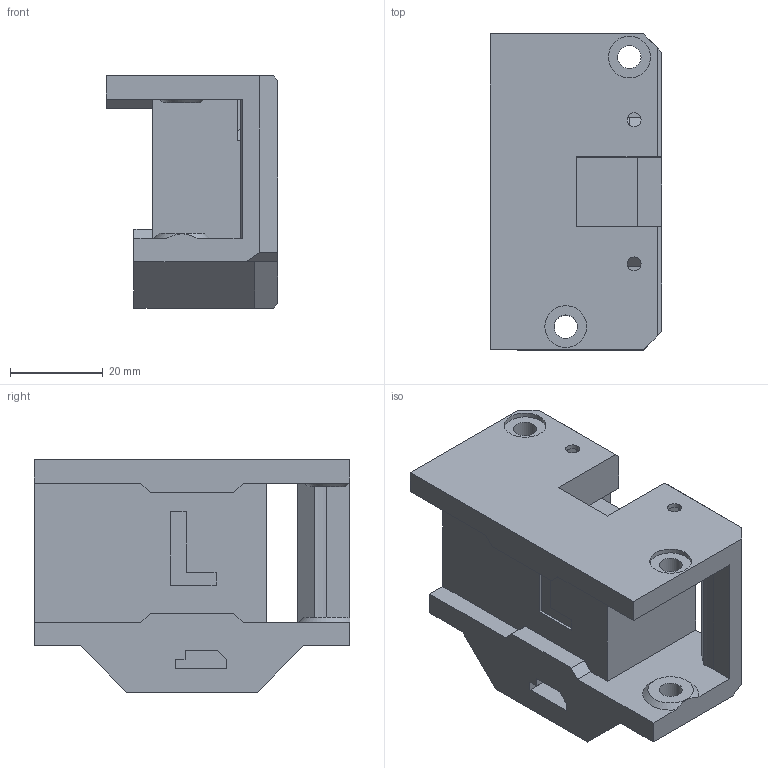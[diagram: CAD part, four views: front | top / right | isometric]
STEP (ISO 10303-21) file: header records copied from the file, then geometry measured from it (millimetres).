
FILE_DESCRIPTION(/* description */ (''),/* implementation_level */ '2;1');
FILE_NAME(/* name */ '5f3fc442860a91142647ee2f',/* time_stamp */ '2020-08-21T12:55:31+00:00',/* author */ (''),/* organization */ (''),/* preprocessor_version */ 'ST-DEVELOPER v16.7',/* originating_system */ $,/* authorisation */ $);
FILE_SCHEMA (('AUTOMOTIVE_DESIGN {1 0 10303 214 3 1 1}'));
Length unit declared in the file: metre
Products named in the file (1): xy_joiner_left
Bounding box: 37 x 68 x 50 mm (x, y, z)
Volume: 60756.5 mm3; surface area: 17745.7 mm2
Topology: 1 solids, 1 shells, 116 faces, 322 edges, 215 vertices
Faces by surface type: plane 96, cylinder 14, cone 6
Full cylindrical faces by diameter (mm): 3 x2, 5 x4, 5.1 x4, 9 x2
Entity records: 3591 total; most frequent: CARTESIAN_POINT 642, ORIENTED_EDGE 594, DIRECTION 563, EDGE_CURVE 297, LINE 255, VECTOR 255, VERTEX_POINT 207, EDGE_LOOP 158
